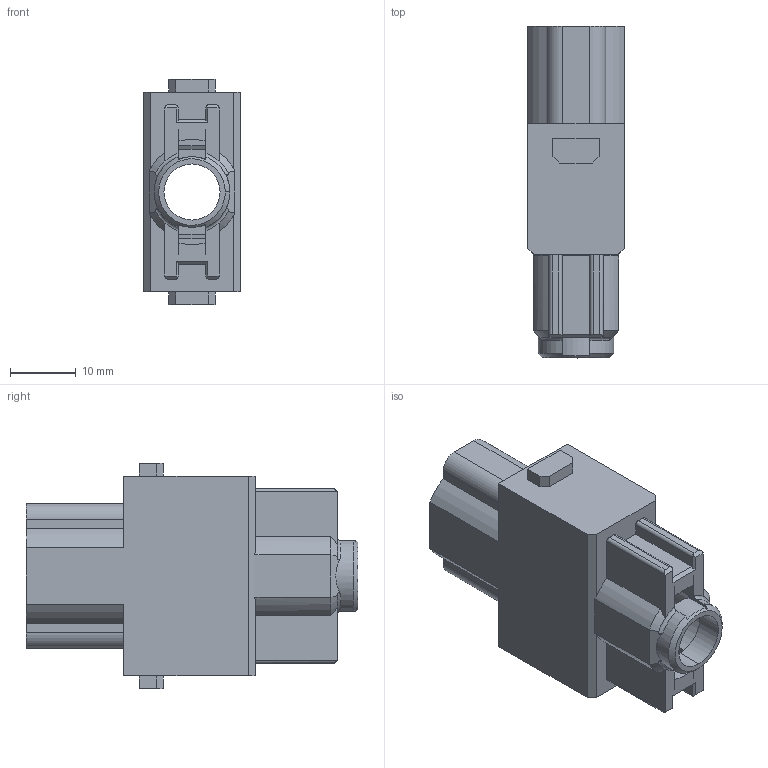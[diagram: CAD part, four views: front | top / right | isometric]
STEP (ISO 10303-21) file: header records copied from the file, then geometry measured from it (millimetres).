
FILE_DESCRIPTION((''),'2;1');
FILE_NAME('HMK001FCN_21','2017-05-16T',('tl.yang'),(''),'PRO/ENGINEER BY PARAMETRIC TECHNOLOGY CORPORATION, 2011500','PRO/ENGINEER BY PARAMETRIC TECHNOLOGY CORPORATION, 2011500','');
FILE_SCHEMA(('CONFIG_CONTROL_DESIGN'));
Length unit declared in the file: millimetre
Products named in the file (1): HMK001FCN_21
Bounding box: 14.65 x 50.35 x 34.2 mm (x, y, z)
Volume: 9098.9 mm3; surface area: 7583.8 mm2
Topology: 1 solids, 1 shells, 175 faces, 502 edges, 328 vertices
Faces by surface type: plane 93, cylinder 52, cone 16, torus 10, bspline 4
Entity records: 6012 total; most frequent: CARTESIAN_POINT 1445, ORIENTED_EDGE 1000, DIRECTION 900, EDGE_CURVE 500, VERTEX_POINT 328, AXIS2_PLACEMENT_3D 305, VECTOR 290, LINE 290
